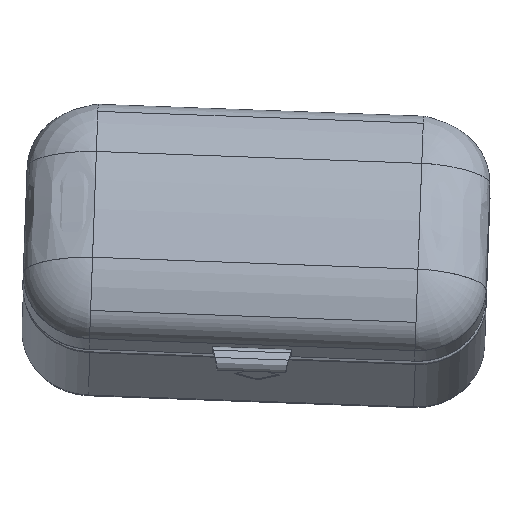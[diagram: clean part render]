
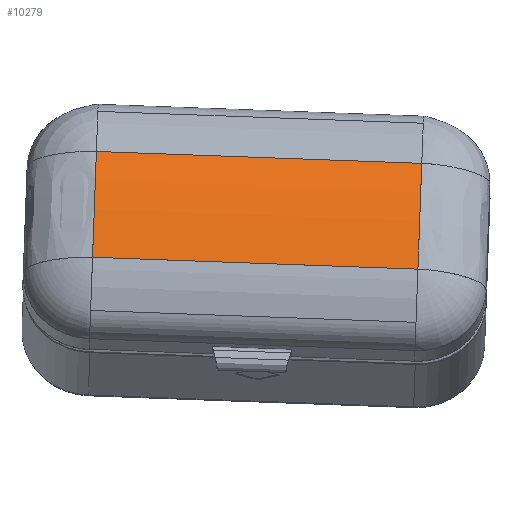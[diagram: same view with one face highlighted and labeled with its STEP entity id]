
A CAD part, front view. The second image highlights one B-rep face of the part: STEP entity #10279.
In plain terms, the highlighted free-form (B-spline) face has degree [3, 1] with [4, 2] control points.
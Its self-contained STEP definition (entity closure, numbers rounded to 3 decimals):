
#1275=LINE('',#17207,#1710);
#1276=LINE('',#17208,#1711);
#1710=VECTOR('',#12321,10.);
#1711=VECTOR('',#12322,10.);
#2145=FACE_OUTER_BOUND('',#2782,.T.);
#2782=EDGE_LOOP('',(#6941,#6942,#6943,#6944));
#3456=B_SPLINE_CURVE_WITH_KNOTS('',3,(#16949,#16950,#16951,#16952),
 .UNSPECIFIED.,.F.,.F.,(4,4),(0.,1.),
 .UNSPECIFIED.);
#3486=B_SPLINE_CURVE_WITH_KNOTS('',3,(#17203,#17204,#17205,#17206),
 .UNSPECIFIED.,.F.,.F.,(4,4),(0.,1.),
 .UNSPECIFIED.);
#4083=VERTEX_POINT('',#16946);
#4084=VERTEX_POINT('',#16948);
#4120=VERTEX_POINT('',#17201);
#4121=VERTEX_POINT('',#17202);
#5151=EDGE_CURVE('',#4083,#4084,#3456,.T.);
#5194=EDGE_CURVE('',#4120,#4121,#3486,.T.);
#5195=EDGE_CURVE('',#4121,#4084,#1275,.T.);
#5196=EDGE_CURVE('',#4120,#4083,#1276,.T.);
#6941=ORIENTED_EDGE('',*,*,#5194,.T.);
#6942=ORIENTED_EDGE('',*,*,#5195,.T.);
#6943=ORIENTED_EDGE('',*,*,#5151,.F.);
#6944=ORIENTED_EDGE('',*,*,#5196,.F.);
#9959=B_SPLINE_SURFACE_WITH_KNOTS('',3,1,((#17193,#17194),(#17195,#17196),
(#17197,#17198),(#17199,#17200)),.UNSPECIFIED.,.F.,.F.,.F.,(4,4),(2,2),
(0.,1.),(0.,28.837),.UNSPECIFIED.);
#10279=ADVANCED_FACE('',(#2145),#9959,.T.);
#12321=DIRECTION('',(1.,0.,0.));
#12322=DIRECTION('',(1.,0.,0.));
#16946=CARTESIAN_POINT('',(324.065,456.403,66.898));
#16948=CARTESIAN_POINT('',(324.065,354.039,66.897));
#16949=CARTESIAN_POINT('Ctrl Pts',(324.065,456.403,66.898));
#16950=CARTESIAN_POINT('Ctrl Pts',(324.065,422.429,70.778));
#16951=CARTESIAN_POINT('Ctrl Pts',(324.065,388.014,70.777));
#16952=CARTESIAN_POINT('Ctrl Pts',(324.065,354.039,66.897));
#17193=CARTESIAN_POINT('Ctrl Pts',(35.698,456.403,66.898));
#17194=CARTESIAN_POINT('Ctrl Pts',(324.065,456.403,66.898));
#17195=CARTESIAN_POINT('Ctrl Pts',(35.698,422.429,70.778));
#17196=CARTESIAN_POINT('Ctrl Pts',(324.065,422.429,70.778));
#17197=CARTESIAN_POINT('Ctrl Pts',(35.698,388.014,70.777));
#17198=CARTESIAN_POINT('Ctrl Pts',(324.065,388.014,70.777));
#17199=CARTESIAN_POINT('Ctrl Pts',(35.698,354.039,66.897));
#17200=CARTESIAN_POINT('Ctrl Pts',(324.065,354.039,66.897));
#17201=CARTESIAN_POINT('',(35.698,456.403,66.898));
#17202=CARTESIAN_POINT('',(35.698,354.039,66.897));
#17203=CARTESIAN_POINT('Ctrl Pts',(35.698,456.403,66.898));
#17204=CARTESIAN_POINT('Ctrl Pts',(35.698,422.429,70.778));
#17205=CARTESIAN_POINT('Ctrl Pts',(35.698,388.014,70.777));
#17206=CARTESIAN_POINT('Ctrl Pts',(35.698,354.039,66.897));
#17207=CARTESIAN_POINT('',(35.698,354.039,66.897));
#17208=CARTESIAN_POINT('',(35.698,456.403,66.898));
